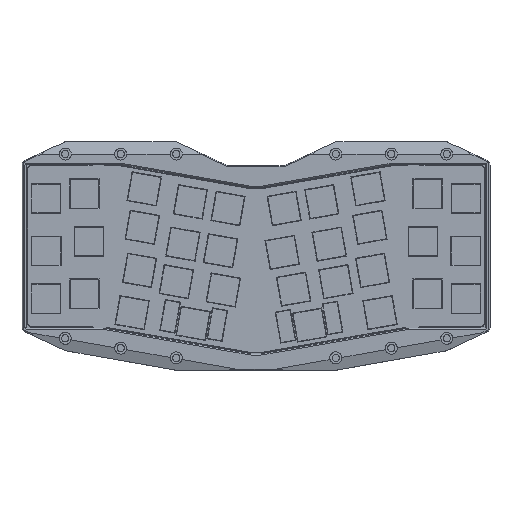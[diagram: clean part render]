
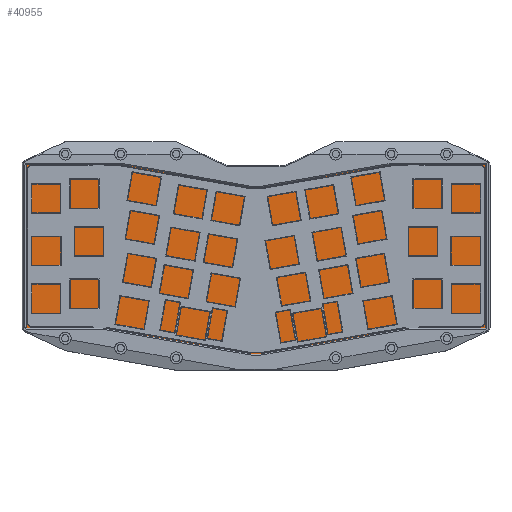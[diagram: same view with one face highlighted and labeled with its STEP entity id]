
A CAD part, top view. The second image highlights one B-rep face of the part: STEP entity #40955.
In plain terms, the highlighted planar face has unit normal (0, 0, 1).
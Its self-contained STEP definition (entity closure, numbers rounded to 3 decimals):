
#38701 = VERTEX_POINT('',#38702);
#38702 = CARTESIAN_POINT('',(2.419,0.933,-4.));
#38708 = EDGE_CURVE('',#38701,#38709,#38711,.T.);
#38709 = VERTEX_POINT('',#38710);
#38710 = CARTESIAN_POINT('',(2.894,0.975,-4.));
#38711 = CIRCLE('',#38712,2.772);
#38712 = AXIS2_PLACEMENT_3D('',#38713,#38714,#38715);
#38713 = CARTESIAN_POINT('',(2.418,3.705,-4.));
#38714 = DIRECTION('',(0.,0.,1.));
#38715 = DIRECTION('',(1.,0.,0.));
#38733 = EDGE_CURVE('',#38701,#38734,#38736,.T.);
#38734 = VERTEX_POINT('',#38735);
#38735 = CARTESIAN_POINT('',(-2.412,0.933,-4.));
#38736 = LINE('',#38737,#38738);
#38737 = CARTESIAN_POINT('',(2.419,0.933,-4.));
#38738 = VECTOR('',#38739,1.);
#38739 = DIRECTION('',(-1.,0.,0.));
#38757 = VERTEX_POINT('',#38758);
#38758 = CARTESIAN_POINT('',(76.102,13.737,-4.));
#38764 = EDGE_CURVE('',#38757,#38709,#38765,.T.);
#38765 = LINE('',#38766,#38767);
#38766 = CARTESIAN_POINT('',(76.102,13.737,-4.));
#38767 = VECTOR('',#38768,1.);
#38768 = DIRECTION('',(-0.985,-0.172,0.));
#38781 = VERTEX_POINT('',#38782);
#38782 = CARTESIAN_POINT('',(-2.889,0.974,-4.));
#38788 = EDGE_CURVE('',#38781,#38734,#38789,.T.);
#38789 = CIRCLE('',#38790,2.771);
#38790 = AXIS2_PLACEMENT_3D('',#38791,#38792,#38793);
#38791 = CARTESIAN_POINT('',(-2.413,3.704,-4.));
#38792 = DIRECTION('',(0.,0.,1.));
#38793 = DIRECTION('',(1.,0.,0.));
#38806 = VERTEX_POINT('',#38807);
#38807 = CARTESIAN_POINT('',(76.397,13.763,-4.));
#38813 = EDGE_CURVE('',#38806,#38757,#38814,.T.);
#38814 = CIRCLE('',#38815,1.721);
#38815 = AXIS2_PLACEMENT_3D('',#38816,#38817,#38818);
#38816 = CARTESIAN_POINT('',(76.397,12.042,-4.));
#38817 = DIRECTION('',(0.,0.,1.));
#38818 = DIRECTION('',(1.,0.,0.));
#38831 = EDGE_CURVE('',#38781,#38832,#38834,.T.);
#38832 = VERTEX_POINT('',#38833);
#38833 = CARTESIAN_POINT('',(-76.096,13.737,-4.));
#38834 = LINE('',#38835,#38836);
#38835 = CARTESIAN_POINT('',(-2.889,0.974,-4.));
#38836 = VECTOR('',#38837,1.);
#38837 = DIRECTION('',(-0.985,0.172,0.));
#38855 = EDGE_CURVE('',#38806,#38856,#38858,.T.);
#38856 = VERTEX_POINT('',#38857);
#38857 = CARTESIAN_POINT('',(114.3,13.763,-4.));
#38858 = LINE('',#38859,#38860);
#38859 = CARTESIAN_POINT('',(76.397,13.763,-4.));
#38860 = VECTOR('',#38861,1.);
#38861 = DIRECTION('',(1.,0.,0.));
#38879 = EDGE_CURVE('',#38832,#38880,#38882,.T.);
#38880 = VERTEX_POINT('',#38881);
#38881 = CARTESIAN_POINT('',(-76.391,13.763,-4.));
#38882 = CIRCLE('',#38883,1.719);
#38883 = AXIS2_PLACEMENT_3D('',#38884,#38885,#38886);
#38884 = CARTESIAN_POINT('',(-76.391,12.043,-4.));
#38885 = DIRECTION('',(0.,0.,1.));
#38886 = DIRECTION('',(1.,0.,0.));
#38904 = EDGE_CURVE('',#38856,#38905,#38907,.T.);
#38905 = VERTEX_POINT('',#38906);
#38906 = CARTESIAN_POINT('',(114.825,14.288,-4.));
#38907 = CIRCLE('',#38908,0.525);
#38908 = AXIS2_PLACEMENT_3D('',#38909,#38910,#38911);
#38909 = CARTESIAN_POINT('',(114.3,14.288,-4.));
#38910 = DIRECTION('',(0.,0.,1.));
#38911 = DIRECTION('',(1.,0.,0.));
#38929 = EDGE_CURVE('',#38880,#38930,#38932,.T.);
#38930 = VERTEX_POINT('',#38931);
#38931 = CARTESIAN_POINT('',(-114.3,13.763,-4.));
#38932 = LINE('',#38933,#38934);
#38933 = CARTESIAN_POINT('',(-76.391,13.763,-4.));
#38934 = VECTOR('',#38935,1.);
#38935 = DIRECTION('',(-1.,0.,0.));
#38953 = VERTEX_POINT('',#38954);
#38954 = CARTESIAN_POINT('',(114.825,95.25,-4.));
#38960 = EDGE_CURVE('',#38953,#38905,#38961,.T.);
#38961 = LINE('',#38962,#38963);
#38962 = CARTESIAN_POINT('',(114.825,95.25,-4.));
#38963 = VECTOR('',#38964,1.);
#38964 = DIRECTION('',(0.,-1.,0.));
#38977 = VERTEX_POINT('',#38978);
#38978 = CARTESIAN_POINT('',(-114.825,14.288,-4.));
#38984 = EDGE_CURVE('',#38977,#38930,#38985,.T.);
#38985 = CIRCLE('',#38986,0.525);
#38986 = AXIS2_PLACEMENT_3D('',#38987,#38988,#38989);
#38987 = CARTESIAN_POINT('',(-114.3,14.288,-4.));
#38988 = DIRECTION('',(0.,0.,1.));
#38989 = DIRECTION('',(1.,0.,0.));
#39002 = EDGE_CURVE('',#38953,#39003,#39005,.T.);
#39003 = VERTEX_POINT('',#39004);
#39004 = CARTESIAN_POINT('',(114.3,95.775,-4.));
#39005 = CIRCLE('',#39006,0.525);
#39006 = AXIS2_PLACEMENT_3D('',#39007,#39008,#39009);
#39007 = CARTESIAN_POINT('',(114.3,95.25,-4.));
#39008 = DIRECTION('',(0.,0.,1.));
#39009 = DIRECTION('',(1.,0.,0.));
#39027 = EDGE_CURVE('',#38977,#39028,#39030,.T.);
#39028 = VERTEX_POINT('',#39029);
#39029 = CARTESIAN_POINT('',(-114.825,95.25,-4.));
#39030 = LINE('',#39031,#39032);
#39031 = CARTESIAN_POINT('',(-114.825,14.288,-4.));
#39032 = VECTOR('',#39033,1.);
#39033 = DIRECTION('',(0.,1.,0.));
#39051 = VERTEX_POINT('',#39052);
#39052 = CARTESIAN_POINT('',(68.478,95.775,-4.));
#39058 = EDGE_CURVE('',#39051,#39003,#39059,.T.);
#39059 = LINE('',#39060,#39061);
#39060 = CARTESIAN_POINT('',(68.478,95.775,-4.));
#39061 = VECTOR('',#39062,1.);
#39062 = DIRECTION('',(1.,0.,0.));
#39075 = VERTEX_POINT('',#39076);
#39076 = CARTESIAN_POINT('',(-114.3,95.775,-4.));
#39082 = EDGE_CURVE('',#39075,#39028,#39083,.T.);
#39083 = CIRCLE('',#39084,0.525);
#39084 = AXIS2_PLACEMENT_3D('',#39085,#39086,#39087);
#39085 = CARTESIAN_POINT('',(-114.3,95.25,-4.));
#39086 = DIRECTION('',(0.,0.,1.));
#39087 = DIRECTION('',(1.,0.,0.));
#39100 = EDGE_CURVE('',#39051,#39101,#39103,.T.);
#39101 = VERTEX_POINT('',#39102);
#39102 = CARTESIAN_POINT('',(67.996,95.733,-4.));
#39103 = CIRCLE('',#39104,2.777);
#39104 = AXIS2_PLACEMENT_3D('',#39105,#39106,#39107);
#39105 = CARTESIAN_POINT('',(68.478,92.998,-4.));
#39106 = DIRECTION('',(0.,0.,1.));
#39107 = DIRECTION('',(1.,0.,0.));
#39125 = EDGE_CURVE('',#39075,#39126,#39128,.T.);
#39126 = VERTEX_POINT('',#39127);
#39127 = CARTESIAN_POINT('',(-68.412,95.775,-4.));
#39128 = LINE('',#39129,#39130);
#39129 = CARTESIAN_POINT('',(-114.3,95.775,-4.));
#39130 = VECTOR('',#39131,1.);
#39131 = DIRECTION('',(1.,0.,0.));
#39200 = VERTEX_POINT('',#39201);
#39201 = CARTESIAN_POINT('',(2.721,84.223,-4.));
#39207 = EDGE_CURVE('',#39200,#39101,#39208,.T.);
#39208 = LINE('',#39209,#39210);
#39209 = CARTESIAN_POINT('',(2.721,84.223,-4.));
#39210 = VECTOR('',#39211,1.);
#39211 = DIRECTION('',(0.985,0.174,0.));
#39223 = VERTEX_POINT('',#39224);
#39224 = CARTESIAN_POINT('',(-67.931,95.733,-4.));
#39230 = EDGE_CURVE('',#39223,#39126,#39231,.T.);
#39231 = CIRCLE('',#39232,2.77);
#39232 = AXIS2_PLACEMENT_3D('',#39233,#39234,#39235);
#39233 = CARTESIAN_POINT('',(-68.412,93.005,-4.));
#39234 = DIRECTION('',(0.,0.,1.));
#39235 = DIRECTION('',(1.,0.,0.));
#39324 = VERTEX_POINT('',#39325);
#39325 = CARTESIAN_POINT('',(-2.656,84.223,-4.));
#39331 = EDGE_CURVE('',#39324,#39223,#39332,.T.);
#39332 = LINE('',#39333,#39334);
#39333 = CARTESIAN_POINT('',(-2.656,84.223,-4.));
#39334 = VECTOR('',#39335,1.);
#39335 = DIRECTION('',(-0.985,0.174,0.));
#40955 = ADVANCED_FACE('',(#40956),#41003,.T.);
#40956 = FACE_BOUND('',#40957,.T.);
#40957 = EDGE_LOOP('',(#40958,#40959,#40960,#40961,#40962,#40963,#40964,
    #40965,#40966,#40967,#40968,#40977,#40985,#40992,#40993,#40994,
    #40995,#40996,#40997,#40998,#40999,#41000,#41001,#41002));
#40958 = ORIENTED_EDGE('',*,*,#38708,.T.);
#40959 = ORIENTED_EDGE('',*,*,#38764,.F.);
#40960 = ORIENTED_EDGE('',*,*,#38813,.F.);
#40961 = ORIENTED_EDGE('',*,*,#38855,.T.);
#40962 = ORIENTED_EDGE('',*,*,#38904,.T.);
#40963 = ORIENTED_EDGE('',*,*,#38960,.F.);
#40964 = ORIENTED_EDGE('',*,*,#39002,.T.);
#40965 = ORIENTED_EDGE('',*,*,#39058,.F.);
#40966 = ORIENTED_EDGE('',*,*,#39100,.T.);
#40967 = ORIENTED_EDGE('',*,*,#39207,.F.);
#40968 = ORIENTED_EDGE('',*,*,#40969,.F.);
#40969 = EDGE_CURVE('',#40970,#39200,#40972,.T.);
#40970 = VERTEX_POINT('',#40971);
#40971 = CARTESIAN_POINT('',(2.422,84.197,-4.));
#40972 = CIRCLE('',#40973,1.726);
#40973 = AXIS2_PLACEMENT_3D('',#40974,#40975,#40976);
#40974 = CARTESIAN_POINT('',(2.422,85.923,-4.));
#40975 = DIRECTION('',(0.,0.,1.));
#40976 = DIRECTION('',(1.,0.,0.));
#40977 = ORIENTED_EDGE('',*,*,#40978,.F.);
#40978 = EDGE_CURVE('',#40979,#40970,#40981,.T.);
#40979 = VERTEX_POINT('',#40980);
#40980 = CARTESIAN_POINT('',(-2.358,84.197,-4.));
#40981 = LINE('',#40982,#40983);
#40982 = CARTESIAN_POINT('',(-2.358,84.197,-4.));
#40983 = VECTOR('',#40984,1.);
#40984 = DIRECTION('',(1.,0.,0.));
#40985 = ORIENTED_EDGE('',*,*,#40986,.F.);
#40986 = EDGE_CURVE('',#39324,#40979,#40987,.T.);
#40987 = CIRCLE('',#40988,1.719);
#40988 = AXIS2_PLACEMENT_3D('',#40989,#40990,#40991);
#40989 = CARTESIAN_POINT('',(-2.358,85.916,-4.));
#40990 = DIRECTION('',(0.,0.,1.));
#40991 = DIRECTION('',(1.,0.,0.));
#40992 = ORIENTED_EDGE('',*,*,#39331,.T.);
#40993 = ORIENTED_EDGE('',*,*,#39230,.T.);
#40994 = ORIENTED_EDGE('',*,*,#39125,.F.);
#40995 = ORIENTED_EDGE('',*,*,#39082,.T.);
#40996 = ORIENTED_EDGE('',*,*,#39027,.F.);
#40997 = ORIENTED_EDGE('',*,*,#38984,.T.);
#40998 = ORIENTED_EDGE('',*,*,#38929,.F.);
#40999 = ORIENTED_EDGE('',*,*,#38879,.F.);
#41000 = ORIENTED_EDGE('',*,*,#38831,.F.);
#41001 = ORIENTED_EDGE('',*,*,#38788,.T.);
#41002 = ORIENTED_EDGE('',*,*,#38733,.F.);
#41003 = PLANE('',#41004);
#41004 = AXIS2_PLACEMENT_3D('',#41005,#41006,#41007);
#41005 = CARTESIAN_POINT('',(0.,51.792,-4.));
#41006 = DIRECTION('',(0.,0.,1.));
#41007 = DIRECTION('',(1.,0.,0.));
